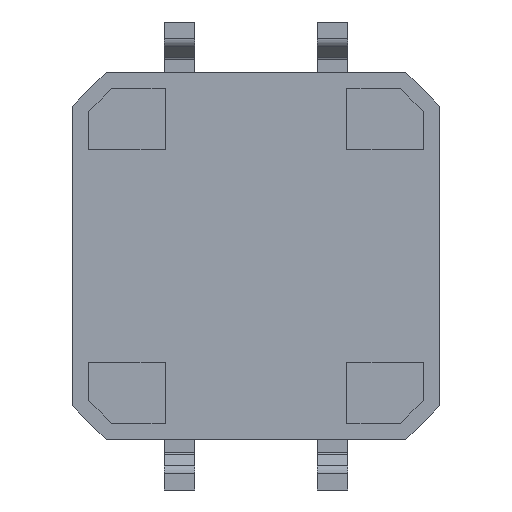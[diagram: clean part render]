
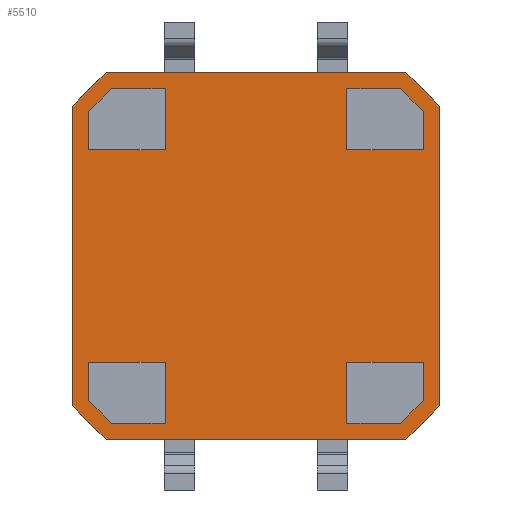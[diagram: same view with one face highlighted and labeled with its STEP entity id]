
A CAD part, front view. The second image highlights one B-rep face of the part: STEP entity #5510.
In plain terms, the highlighted planar face has unit normal (0, -1, 0).
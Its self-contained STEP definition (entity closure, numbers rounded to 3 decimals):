
#39=DIRECTION('',(-0.707,0.,-0.707));
#40=VECTOR('',#39,1.556);
#41=CARTESIAN_POINT('',(6.,0.,-4.9));
#42=LINE('',#41,#40);
#43=DIRECTION('',(-1.,0.,0.));
#44=VECTOR('',#43,9.8);
#45=CARTESIAN_POINT('',(4.9,0.,-6.));
#46=LINE('',#45,#44);
#47=DIRECTION('',(-0.707,0.,0.707));
#48=VECTOR('',#47,1.556);
#49=CARTESIAN_POINT('',(-4.9,0.,-6.));
#50=LINE('',#49,#48);
#51=DIRECTION('',(0.,0.,1.));
#52=VECTOR('',#51,9.8);
#53=CARTESIAN_POINT('',(-6.,0.,-4.9));
#54=LINE('',#53,#52);
#55=DIRECTION('',(0.707,0.,0.707));
#56=VECTOR('',#55,1.556);
#57=CARTESIAN_POINT('',(-6.,0.,4.9));
#58=LINE('',#57,#56);
#59=DIRECTION('',(1.,0.,0.));
#60=VECTOR('',#59,9.8);
#61=CARTESIAN_POINT('',(-4.9,0.,6.));
#62=LINE('',#61,#60);
#63=DIRECTION('',(0.707,0.,-0.707));
#64=VECTOR('',#63,1.556);
#65=CARTESIAN_POINT('',(4.9,0.,6.));
#66=LINE('',#65,#64);
#67=DIRECTION('',(0.,0.,-1.));
#68=VECTOR('',#67,9.8);
#69=CARTESIAN_POINT('',(6.,0.,4.9));
#70=LINE('',#69,#68);
#71=DIRECTION('',(-0.707,0.,0.707));
#72=VECTOR('',#71,1.057);
#73=CARTESIAN_POINT('',(5.47,0.,4.723));
#74=LINE('',#73,#72);
#75=DIRECTION('',(-1.,0.,0.));
#76=VECTOR('',#75,1.753);
#77=CARTESIAN_POINT('',(4.723,0.,5.47));
#78=LINE('',#77,#76);
#79=DIRECTION('',(0.,0.,-1.));
#80=VECTOR('',#79,2.);
#81=CARTESIAN_POINT('',(2.97,0.,5.47));
#82=LINE('',#81,#80);
#83=DIRECTION('',(1.,0.,0.));
#84=VECTOR('',#83,2.5);
#85=CARTESIAN_POINT('',(2.97,0.,3.47));
#86=LINE('',#85,#84);
#87=DIRECTION('',(0.,0.,1.));
#88=VECTOR('',#87,1.253);
#89=CARTESIAN_POINT('',(5.47,0.,3.47));
#90=LINE('',#89,#88);
#91=DIRECTION('',(0.,0.,1.));
#92=VECTOR('',#91,1.253);
#93=CARTESIAN_POINT('',(5.47,0.,-4.723));
#94=LINE('',#93,#92);
#95=DIRECTION('',(-1.,0.,0.));
#96=VECTOR('',#95,2.5);
#97=CARTESIAN_POINT('',(5.47,0.,-3.47));
#98=LINE('',#97,#96);
#99=DIRECTION('',(0.,0.,-1.));
#100=VECTOR('',#99,2.);
#101=CARTESIAN_POINT('',(2.97,0.,-3.47));
#102=LINE('',#101,#100);
#103=DIRECTION('',(1.,0.,0.));
#104=VECTOR('',#103,1.753);
#105=CARTESIAN_POINT('',(2.97,0.,-5.47));
#106=LINE('',#105,#104);
#107=DIRECTION('',(0.707,0.,0.707));
#108=VECTOR('',#107,1.057);
#109=CARTESIAN_POINT('',(4.723,0.,-5.47));
#110=LINE('',#109,#108);
#111=DIRECTION('',(0.,0.,-1.));
#112=VECTOR('',#111,1.253);
#113=CARTESIAN_POINT('',(-5.47,0.,4.723));
#114=LINE('',#113,#112);
#115=DIRECTION('',(1.,0.,0.));
#116=VECTOR('',#115,2.5);
#117=CARTESIAN_POINT('',(-5.47,0.,3.47));
#118=LINE('',#117,#116);
#119=DIRECTION('',(0.,0.,1.));
#120=VECTOR('',#119,2.);
#121=CARTESIAN_POINT('',(-2.97,0.,3.47));
#122=LINE('',#121,#120);
#123=DIRECTION('',(-1.,0.,0.));
#124=VECTOR('',#123,1.753);
#125=CARTESIAN_POINT('',(-2.97,0.,5.47));
#126=LINE('',#125,#124);
#127=DIRECTION('',(-0.707,0.,-0.707));
#128=VECTOR('',#127,1.057);
#129=CARTESIAN_POINT('',(-4.723,0.,5.47));
#130=LINE('',#129,#128);
#131=DIRECTION('',(0.707,0.,-0.707));
#132=VECTOR('',#131,1.057);
#133=CARTESIAN_POINT('',(-5.47,0.,-4.723));
#134=LINE('',#133,#132);
#135=DIRECTION('',(1.,0.,0.));
#136=VECTOR('',#135,1.753);
#137=CARTESIAN_POINT('',(-4.723,0.,-5.47));
#138=LINE('',#137,#136);
#139=DIRECTION('',(0.,0.,1.));
#140=VECTOR('',#139,2.);
#141=CARTESIAN_POINT('',(-2.97,0.,-5.47));
#142=LINE('',#141,#140);
#143=DIRECTION('',(-1.,0.,0.));
#144=VECTOR('',#143,2.5);
#145=CARTESIAN_POINT('',(-2.97,0.,-3.47));
#146=LINE('',#145,#144);
#147=DIRECTION('',(0.,0.,-1.));
#148=VECTOR('',#147,1.253);
#149=CARTESIAN_POINT('',(-5.47,0.,-3.47));
#150=LINE('',#149,#148);
#4217=CARTESIAN_POINT('',(6.,0.,-4.9));
#4218=CARTESIAN_POINT('',(4.9,0.,-6.));
#4219=VERTEX_POINT('',#4217);
#4220=VERTEX_POINT('',#4218);
#4221=CARTESIAN_POINT('',(-4.9,0.,-6.));
#4222=VERTEX_POINT('',#4221);
#4223=CARTESIAN_POINT('',(-6.,0.,-4.9));
#4224=VERTEX_POINT('',#4223);
#4225=CARTESIAN_POINT('',(-6.,0.,4.9));
#4226=VERTEX_POINT('',#4225);
#4227=CARTESIAN_POINT('',(-4.9,0.,6.));
#4228=VERTEX_POINT('',#4227);
#4229=CARTESIAN_POINT('',(4.9,0.,6.));
#4230=VERTEX_POINT('',#4229);
#4231=CARTESIAN_POINT('',(6.,0.,4.9));
#4232=VERTEX_POINT('',#4231);
#4233=CARTESIAN_POINT('',(5.47,0.,4.723));
#4234=CARTESIAN_POINT('',(4.723,0.,5.47));
#4235=VERTEX_POINT('',#4233);
#4236=VERTEX_POINT('',#4234);
#4237=CARTESIAN_POINT('',(2.97,0.,5.47));
#4238=VERTEX_POINT('',#4237);
#4239=CARTESIAN_POINT('',(2.97,0.,3.47));
#4240=VERTEX_POINT('',#4239);
#4241=CARTESIAN_POINT('',(5.47,0.,3.47));
#4242=VERTEX_POINT('',#4241);
#4243=CARTESIAN_POINT('',(5.47,0.,-4.723));
#4244=CARTESIAN_POINT('',(5.47,0.,-3.47));
#4245=VERTEX_POINT('',#4243);
#4246=VERTEX_POINT('',#4244);
#4247=CARTESIAN_POINT('',(2.97,0.,-3.47));
#4248=VERTEX_POINT('',#4247);
#4249=CARTESIAN_POINT('',(2.97,0.,-5.47));
#4250=VERTEX_POINT('',#4249);
#4251=CARTESIAN_POINT('',(4.723,0.,-5.47));
#4252=VERTEX_POINT('',#4251);
#4253=CARTESIAN_POINT('',(-5.47,0.,4.723));
#4254=CARTESIAN_POINT('',(-5.47,0.,3.47));
#4255=VERTEX_POINT('',#4253);
#4256=VERTEX_POINT('',#4254);
#4257=CARTESIAN_POINT('',(-2.97,0.,3.47));
#4258=VERTEX_POINT('',#4257);
#4259=CARTESIAN_POINT('',(-2.97,0.,5.47));
#4260=VERTEX_POINT('',#4259);
#4261=CARTESIAN_POINT('',(-4.723,0.,5.47));
#4262=VERTEX_POINT('',#4261);
#4263=CARTESIAN_POINT('',(-5.47,0.,-4.723));
#4264=CARTESIAN_POINT('',(-4.723,0.,-5.47));
#4265=VERTEX_POINT('',#4263);
#4266=VERTEX_POINT('',#4264);
#4267=CARTESIAN_POINT('',(-2.97,0.,-5.47));
#4268=VERTEX_POINT('',#4267);
#4269=CARTESIAN_POINT('',(-2.97,0.,-3.47));
#4270=VERTEX_POINT('',#4269);
#4271=CARTESIAN_POINT('',(-5.47,0.,-3.47));
#4272=VERTEX_POINT('',#4271);
#5439=CARTESIAN_POINT('',(0.,0.,0.));
#5440=DIRECTION('',(0.,1.,0.));
#5441=DIRECTION('',(1.,0.,0.));
#5442=AXIS2_PLACEMENT_3D('',#5439,#5440,#5441);
#5443=PLANE('',#5442);
#5445=ORIENTED_EDGE('',*,*,#5444,.T.);
#5447=ORIENTED_EDGE('',*,*,#5446,.T.);
#5449=ORIENTED_EDGE('',*,*,#5448,.T.);
#5451=ORIENTED_EDGE('',*,*,#5450,.T.);
#5453=ORIENTED_EDGE('',*,*,#5452,.T.);
#5455=ORIENTED_EDGE('',*,*,#5454,.T.);
#5457=ORIENTED_EDGE('',*,*,#5456,.T.);
#5459=ORIENTED_EDGE('',*,*,#5458,.T.);
#5460=EDGE_LOOP('',(#5445,#5447,#5449,#5451,#5453,#5455,#5457,#5459));
#5461=FACE_OUTER_BOUND('',#5460,.F.);
#5463=ORIENTED_EDGE('',*,*,#5462,.T.);
#5465=ORIENTED_EDGE('',*,*,#5464,.T.);
#5467=ORIENTED_EDGE('',*,*,#5466,.T.);
#5469=ORIENTED_EDGE('',*,*,#5468,.T.);
#5471=ORIENTED_EDGE('',*,*,#5470,.T.);
#5472=EDGE_LOOP('',(#5463,#5465,#5467,#5469,#5471));
#5473=FACE_BOUND('',#5472,.F.);
#5475=ORIENTED_EDGE('',*,*,#5474,.T.);
#5477=ORIENTED_EDGE('',*,*,#5476,.T.);
#5479=ORIENTED_EDGE('',*,*,#5478,.T.);
#5481=ORIENTED_EDGE('',*,*,#5480,.T.);
#5483=ORIENTED_EDGE('',*,*,#5482,.T.);
#5484=EDGE_LOOP('',(#5475,#5477,#5479,#5481,#5483));
#5485=FACE_BOUND('',#5484,.F.);
#5487=ORIENTED_EDGE('',*,*,#5486,.T.);
#5489=ORIENTED_EDGE('',*,*,#5488,.T.);
#5491=ORIENTED_EDGE('',*,*,#5490,.T.);
#5493=ORIENTED_EDGE('',*,*,#5492,.T.);
#5495=ORIENTED_EDGE('',*,*,#5494,.T.);
#5496=EDGE_LOOP('',(#5487,#5489,#5491,#5493,#5495));
#5497=FACE_BOUND('',#5496,.F.);
#5499=ORIENTED_EDGE('',*,*,#5498,.T.);
#5501=ORIENTED_EDGE('',*,*,#5500,.T.);
#5503=ORIENTED_EDGE('',*,*,#5502,.T.);
#5505=ORIENTED_EDGE('',*,*,#5504,.T.);
#5507=ORIENTED_EDGE('',*,*,#5506,.T.);
#5508=EDGE_LOOP('',(#5499,#5501,#5503,#5505,#5507));
#5509=FACE_BOUND('',#5508,.F.);
#5444=EDGE_CURVE('',#4219,#4220,#42,.T.);
#5446=EDGE_CURVE('',#4220,#4222,#46,.T.);
#5448=EDGE_CURVE('',#4222,#4224,#50,.T.);
#5450=EDGE_CURVE('',#4224,#4226,#54,.T.);
#5452=EDGE_CURVE('',#4226,#4228,#58,.T.);
#5454=EDGE_CURVE('',#4228,#4230,#62,.T.);
#5456=EDGE_CURVE('',#4230,#4232,#66,.T.);
#5458=EDGE_CURVE('',#4232,#4219,#70,.T.);
#5462=EDGE_CURVE('',#4235,#4236,#74,.T.);
#5464=EDGE_CURVE('',#4236,#4238,#78,.T.);
#5466=EDGE_CURVE('',#4238,#4240,#82,.T.);
#5468=EDGE_CURVE('',#4240,#4242,#86,.T.);
#5470=EDGE_CURVE('',#4242,#4235,#90,.T.);
#5474=EDGE_CURVE('',#4245,#4246,#94,.T.);
#5476=EDGE_CURVE('',#4246,#4248,#98,.T.);
#5478=EDGE_CURVE('',#4248,#4250,#102,.T.);
#5480=EDGE_CURVE('',#4250,#4252,#106,.T.);
#5482=EDGE_CURVE('',#4252,#4245,#110,.T.);
#5486=EDGE_CURVE('',#4255,#4256,#114,.T.);
#5488=EDGE_CURVE('',#4256,#4258,#118,.T.);
#5490=EDGE_CURVE('',#4258,#4260,#122,.T.);
#5492=EDGE_CURVE('',#4260,#4262,#126,.T.);
#5494=EDGE_CURVE('',#4262,#4255,#130,.T.);
#5498=EDGE_CURVE('',#4265,#4266,#134,.T.);
#5500=EDGE_CURVE('',#4266,#4268,#138,.T.);
#5502=EDGE_CURVE('',#4268,#4270,#142,.T.);
#5504=EDGE_CURVE('',#4270,#4272,#146,.T.);
#5506=EDGE_CURVE('',#4272,#4265,#150,.T.);
#5510=ADVANCED_FACE('',(#5461,#5473,#5485,#5497,#5509),#5443,.F.);
